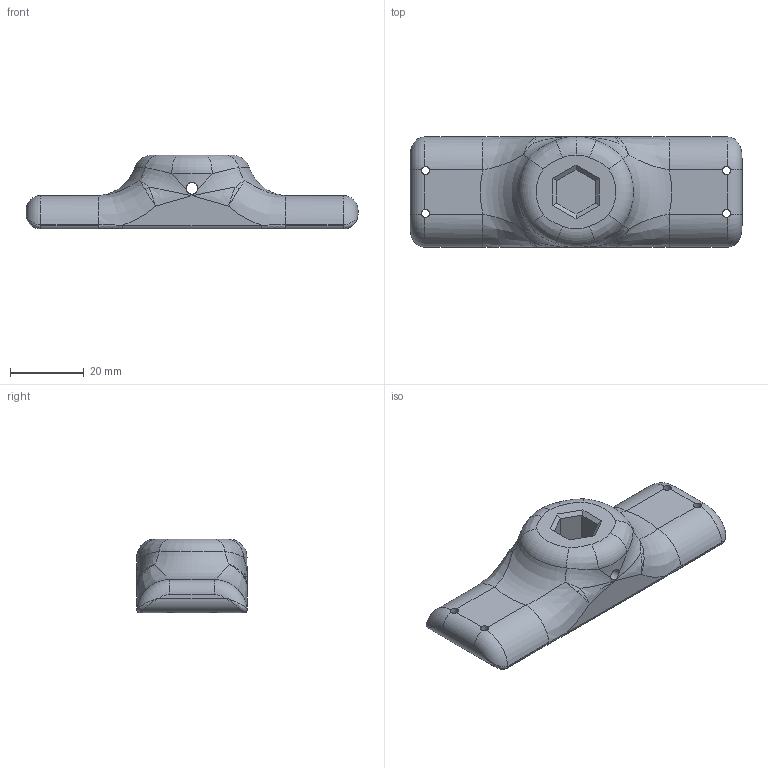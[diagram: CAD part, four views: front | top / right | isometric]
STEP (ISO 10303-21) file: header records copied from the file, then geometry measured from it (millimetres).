
FILE_DESCRIPTION(('HOOPS Exchange Step'),'2;1');
FILE_NAME('temp_export','2025-01-14T14:12:21+10:00',('mobile'),('Shapr3D Limited'),'HOOPS Exchange 2024.6','Shapr3D','Authorized');
FILE_SCHEMA( ('AP242_MANAGED_MODEL_BASED_3D_ENGINEERING_MIM_LF {1 0 10303 442 1 1 4 }') );
Length unit declared in the file: millimetre
Products named in the file (3): U Pin.STEP; Motor.STEP; root
Assembly tree (2 placements, depth 2):
  root
    U Pin.STEP
    Motor.STEP
Bounding box: 90 x 30 x 20 mm (x, y, z)
Volume: 26956.4 mm3; surface area: 9736.5 mm2
Topology: 1 solids, 1 shells, 154 faces, 419 edges, 243 vertices
Faces by surface type: plane 62, bspline 51, cylinder 30, torus 11
Full cylindrical faces by diameter (mm): 2.2 x4, 3.2 x4
Entity records: 17610 total; most frequent: CARTESIAN_POINT 14116, ORIENTED_EDGE 798, DIRECTION 571, EDGE_CURVE 399, VERTEX_POINT 243, AXIS2_PLACEMENT_3D 197, VECTOR 177, LINE 177
